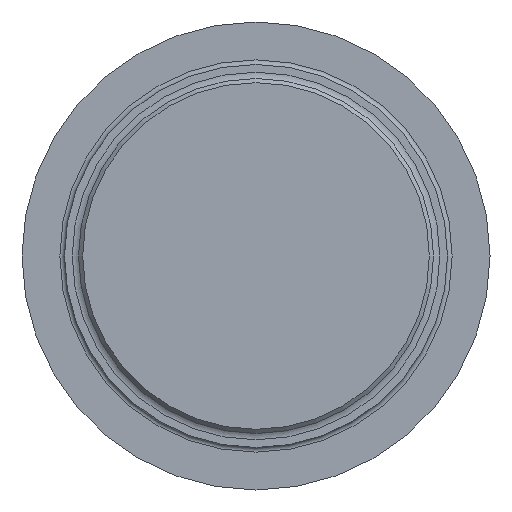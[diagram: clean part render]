
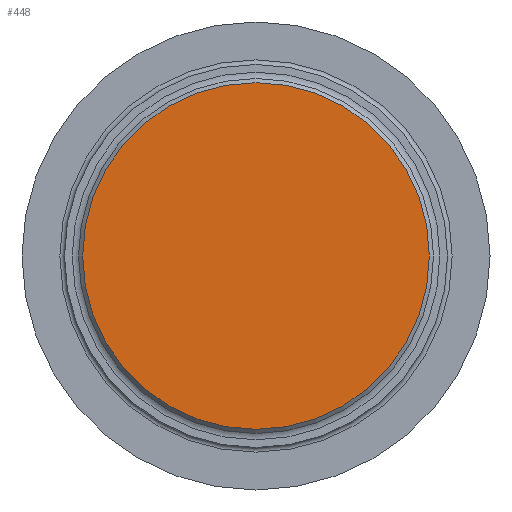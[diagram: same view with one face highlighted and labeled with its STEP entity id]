
A CAD part, front view. The second image highlights one B-rep face of the part: STEP entity #448.
In plain terms, the highlighted planar face has unit normal (0, -1, 0).
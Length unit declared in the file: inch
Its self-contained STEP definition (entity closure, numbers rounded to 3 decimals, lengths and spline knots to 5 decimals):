
#20=PLANE('',#549);
#58=FACE_OUTER_BOUND('',#82,.T.);
#82=EDGE_LOOP('',(#404,#405));
#118=CIRCLE('',#478,1.1295);
#119=CIRCLE('',#479,1.1295);
#176=VERTEX_POINT('',#738);
#177=VERTEX_POINT('',#740);
#227=EDGE_CURVE('',#176,#177,#118,.T.);
#228=EDGE_CURVE('',#177,#176,#119,.T.);
#404=ORIENTED_EDGE('',*,*,#228,.F.);
#405=ORIENTED_EDGE('',*,*,#227,.F.);
#448=ADVANCED_FACE('',(#58),#20,.F.);
#478=AXIS2_PLACEMENT_3D('',#741,#565,#566);
#479=AXIS2_PLACEMENT_3D('',#742,#567,#568);
#549=AXIS2_PLACEMENT_3D('',#868,#717,#718);
#565=DIRECTION('center_axis',(0.,1.,0.));
#566=DIRECTION('ref_axis',(-1.,0.,0.));
#567=DIRECTION('center_axis',(0.,1.,0.));
#568=DIRECTION('ref_axis',(-1.,0.,0.));
#717=DIRECTION('center_axis',(0.,1.,0.));
#718=DIRECTION('ref_axis',(0.,0.,1.));
#738=CARTESIAN_POINT('',(1.1295,-0.63,0.));
#740=CARTESIAN_POINT('',(-1.1295,-0.63,0.));
#741=CARTESIAN_POINT('Origin',(0.,-0.63,0.));
#742=CARTESIAN_POINT('Origin',(0.,-0.63,0.));
#868=CARTESIAN_POINT('Origin',(1.248,-0.63,0.));
